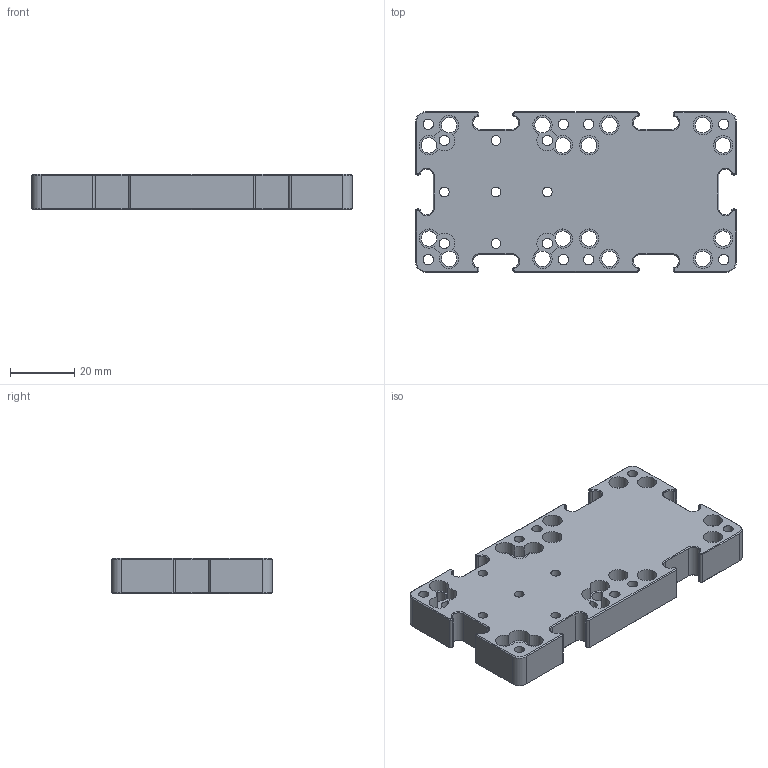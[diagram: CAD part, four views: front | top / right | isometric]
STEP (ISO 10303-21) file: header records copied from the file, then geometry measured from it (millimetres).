
FILE_DESCRIPTION(/* description */ (''),/* implementation_level */ '2;1');
FILE_NAME(/* name */ 'PRT -2001 - XYZBOT V3.stp',/* time_stamp */ '2025-04-14T09:35:45+02:00',/* author */ ('christineaumüller'),/* organization */ (''),/* preprocessor_version */ 'ST-DEVELOPER v20',/* originating_system */ 'Autodesk Inventor 2025',/* authorisation */ '');
FILE_SCHEMA (('AUTOMOTIVE_DESIGN { 1 0 10303 214 3 1 1 }'));
Length unit declared in the file: millimetre
Products named in the file (1): PRT -2001 - XYZBOT V3
Bounding box: 99.6 x 49.8 x 11 mm (x, y, z)
Volume: 44287.2 mm3; surface area: 16898.9 mm2
Topology: 1 solids, 1 shells, 275 faces, 651 edges, 390 vertices
Faces by surface type: plane 100, cylinder 97, cone 78
Full cylindrical faces by diameter (mm): 3 x5, 3.2 x11, 4.8 x16, 6 x8
Entity records: 8038 total; most frequent: DIRECTION 1457, CARTESIAN_POINT 1377, ORIENTED_EDGE 1302, EDGE_CURVE 651, AXIS2_PLACEMENT_3D 550, VERTEX_POINT 390, LINE 357, VECTOR 357
